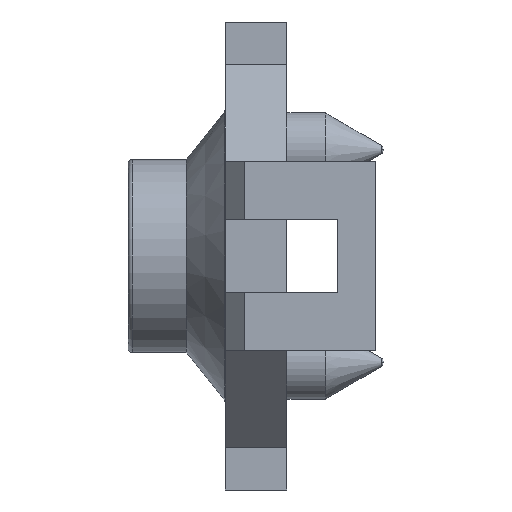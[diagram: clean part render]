
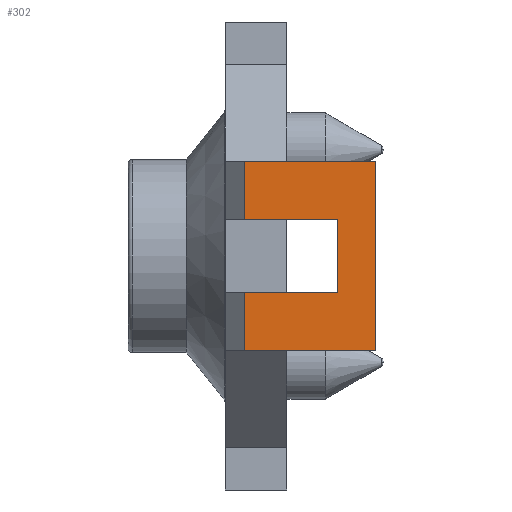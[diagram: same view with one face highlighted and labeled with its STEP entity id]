
A CAD part, left-side view. The second image highlights one B-rep face of the part: STEP entity #302.
In plain terms, the highlighted planar face has unit normal (-1, 0, 0).
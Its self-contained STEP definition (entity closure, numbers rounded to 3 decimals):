
#38 = LINE ( 'NONE', #1609, #63 ) ;
#54 = CARTESIAN_POINT ( 'NONE',  ( -1.3, 1.1, -2.45 ) ) ;
#63 = VECTOR ( 'NONE', #146, 1000. ) ;
#111 = LINE ( 'NONE', #1744, #1984 ) ;
#146 = DIRECTION ( 'NONE',  ( 0., 1., 0. ) ) ;
#211 = CARTESIAN_POINT ( 'NONE',  ( -1.3, -1.3, 0.95 ) ) ;
#233 = ORIENTED_EDGE ( 'NONE', *, *, #978, .T. ) ;
#278 = DIRECTION ( 'NONE',  ( 0., 1., 0. ) ) ;
#302 = ADVANCED_FACE ( 'NONE', ( #958 ), #359, .T. ) ;
#340 = EDGE_CURVE ( 'NONE', #1242, #2538, #431, .T. ) ;
#359 = PLANE ( 'NONE',  #1970 ) ;
#409 = DIRECTION ( 'NONE',  ( 0., 0., 1. ) ) ;
#431 = LINE ( 'NONE', #2444, #2180 ) ;
#451 = VERTEX_POINT ( 'NONE', #211 ) ;
#478 = ORIENTED_EDGE ( 'NONE', *, *, #1338, .T. ) ;
#559 = CARTESIAN_POINT ( 'NONE',  ( -1.3, -1.3, 0.95 ) ) ;
#605 = VERTEX_POINT ( 'NONE', #1339 ) ;
#659 = VECTOR ( 'NONE', #409, 1000. ) ;
#724 = ORIENTED_EDGE ( 'NONE', *, *, #2536, .T. ) ;
#750 = VECTOR ( 'NONE', #1379, 1000. ) ;
#799 = ORIENTED_EDGE ( 'NONE', *, *, #1060, .F. ) ;
#815 = DIRECTION ( 'NONE',  ( 0., 0., -1. ) ) ;
#818 = EDGE_CURVE ( 'NONE', #828, #2144, #111, .T. ) ;
#828 = VERTEX_POINT ( 'NONE', #1165 ) ;
#855 = CARTESIAN_POINT ( 'NONE',  ( -1.3, -4.602, 0.95 ) ) ;
#958 = FACE_OUTER_BOUND ( 'NONE', #1044, .T. ) ;
#975 = CARTESIAN_POINT ( 'NONE',  ( -1.3, 1.1, 2.45 ) ) ;
#978 = EDGE_CURVE ( 'NONE', #451, #1823, #1648, .T. ) ;
#1044 = EDGE_LOOP ( 'NONE', ( #724, #1688, #2208, #478, #1589, #2434, #799, #233 ) ) ;
#1060 = EDGE_CURVE ( 'NONE', #451, #2538, #2471, .T. ) ;
#1165 = CARTESIAN_POINT ( 'NONE',  ( -1.3, 1.1, -0.95 ) ) ;
#1173 = CARTESIAN_POINT ( 'NONE',  ( -1.3, -2.3, 2.45 ) ) ;
#1196 = EDGE_CURVE ( 'NONE', #605, #2144, #38, .T. ) ;
#1242 = VERTEX_POINT ( 'NONE', #975 ) ;
#1274 = CARTESIAN_POINT ( 'NONE',  ( -1.3, -1.3, -0.95 ) ) ;
#1336 = LINE ( 'NONE', #1513, #2230 ) ;
#1338 = EDGE_CURVE ( 'NONE', #605, #2299, #2636, .T. ) ;
#1339 = CARTESIAN_POINT ( 'NONE',  ( -1.3, -2.3, -2.45 ) ) ;
#1379 = DIRECTION ( 'NONE',  ( 0., 0., -1. ) ) ;
#1425 = CARTESIAN_POINT ( 'NONE',  ( -1.3, -2.3, 2.45 ) ) ;
#1458 = LINE ( 'NONE', #2429, #1486 ) ;
#1486 = VECTOR ( 'NONE', #1856, 1000. ) ;
#1502 = CARTESIAN_POINT ( 'NONE',  ( -1.3, 1.1, 0.95 ) ) ;
#1513 = CARTESIAN_POINT ( 'NONE',  ( -1.3, -4.602, -0.95 ) ) ;
#1589 = ORIENTED_EDGE ( 'NONE', *, *, #2025, .T. ) ;
#1609 = CARTESIAN_POINT ( 'NONE',  ( -1.3, -2.3, -2.45 ) ) ;
#1648 = LINE ( 'NONE', #559, #750 ) ;
#1688 = ORIENTED_EDGE ( 'NONE', *, *, #818, .T. ) ;
#1744 = CARTESIAN_POINT ( 'NONE',  ( -1.3, 1.1, -2.45 ) ) ;
#1777 = DIRECTION ( 'NONE',  ( 0., 0., 1. ) ) ;
#1779 = DIRECTION ( 'NONE',  ( 0., 0., -1. ) ) ;
#1823 = VERTEX_POINT ( 'NONE', #1274 ) ;
#1856 = DIRECTION ( 'NONE',  ( 0., 1., 0. ) ) ;
#1962 = CARTESIAN_POINT ( 'NONE',  ( -1.3, -2.3, 2.45 ) ) ;
#1970 = AXIS2_PLACEMENT_3D ( 'NONE', #1173, #1988, #1777 ) ;
#1984 = VECTOR ( 'NONE', #1779, 1000. ) ;
#1988 = DIRECTION ( 'NONE',  ( -1., 0., 0. ) ) ;
#2025 = EDGE_CURVE ( 'NONE', #2299, #1242, #1458, .T. ) ;
#2144 = VERTEX_POINT ( 'NONE', #54 ) ;
#2180 = VECTOR ( 'NONE', #815, 1000. ) ;
#2208 = ORIENTED_EDGE ( 'NONE', *, *, #1196, .F. ) ;
#2230 = VECTOR ( 'NONE', #278, 1000. ) ;
#2270 = DIRECTION ( 'NONE',  ( 0., 1., 0. ) ) ;
#2299 = VERTEX_POINT ( 'NONE', #1962 ) ;
#2378 = VECTOR ( 'NONE', #2270, 1000. ) ;
#2429 = CARTESIAN_POINT ( 'NONE',  ( -1.3, -2.3, 2.45 ) ) ;
#2434 = ORIENTED_EDGE ( 'NONE', *, *, #340, .T. ) ;
#2444 = CARTESIAN_POINT ( 'NONE',  ( -1.3, 1.1, 0.95 ) ) ;
#2471 = LINE ( 'NONE', #855, #2378 ) ;
#2536 = EDGE_CURVE ( 'NONE', #1823, #828, #1336, .T. ) ;
#2538 = VERTEX_POINT ( 'NONE', #1502 ) ;
#2636 = LINE ( 'NONE', #1425, #659 ) ;
